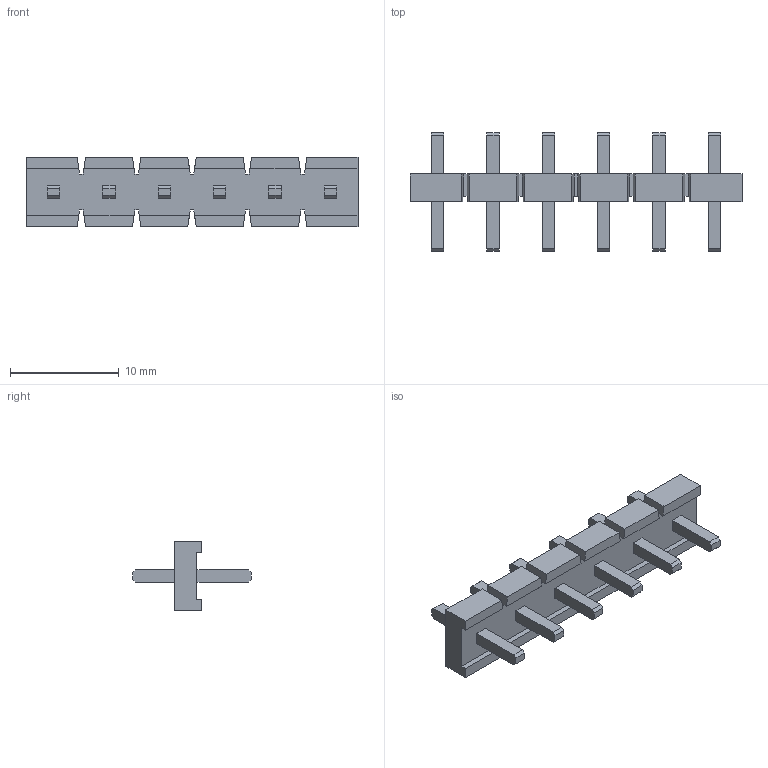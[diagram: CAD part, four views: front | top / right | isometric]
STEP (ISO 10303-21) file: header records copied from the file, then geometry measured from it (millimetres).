
FILE_DESCRIPTION( ( 'STEP AP203' ), '1' );
FILE_NAME( 'HPM-06-05-T-S.stp', '2019-02-21T23:10:41', ( '' ), ( '' ), ' ', 'PARTsolutions', ' ' );
FILE_SCHEMA( ( 'CONFIG_CONTROL_DESIGN' ) );
Length unit declared in the file: inch
Products named in the file (3): HPM-06-05-T-S; _HPM-106-S_header; _T-1S8-06-05-S_
Assembly tree (2 placements, depth 2):
  HPM-06-05-T-S
    _HPM-106-S_header
    _T-1S8-06-05-S_
Bounding box: 30.48 x 10.92 x 6.35 mm (x, y, z)
Volume: 491 mm3; surface area: 1067.7 mm2
Topology: 2 solids, 2 shells, 200 faces, 552 edges, 360 vertices
Faces by surface type: plane 200
Entity records: 6336 total; most frequent: CARTESIAN_POINT 1115, ORIENTED_EDGE 1104, DIRECTION 958, EDGE_CURVE 552, LINE 552, VECTOR 552, VERTEX_POINT 360, EDGE_LOOP 216
